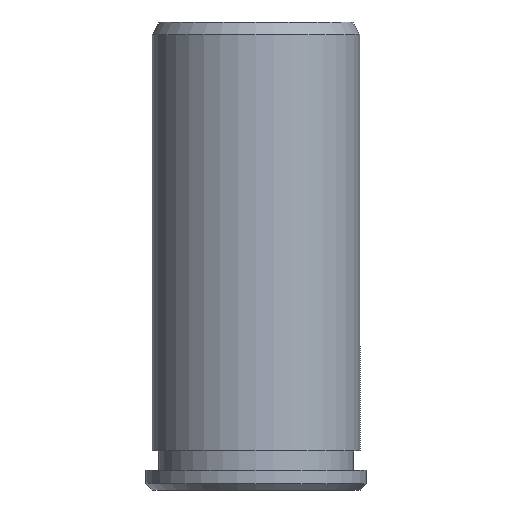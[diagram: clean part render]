
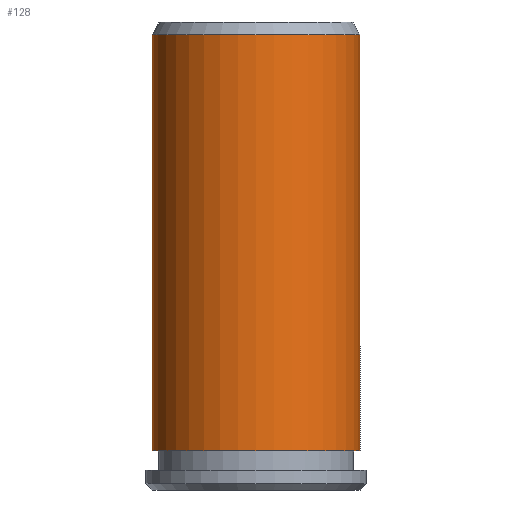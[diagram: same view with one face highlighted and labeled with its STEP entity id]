
A CAD part, left-side view. The second image highlights one B-rep face of the part: STEP entity #128.
In plain terms, the highlighted cylindrical face has radius 8 mm (diameter 16 mm), a partial arc.
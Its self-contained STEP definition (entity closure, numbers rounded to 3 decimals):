
#112=EDGE_CURVE('NONE',#130,#182,#282,.T.);
#118=VERTEX_POINT('NONE',#289);
#124=VERTEX_POINT('NONE',#295);
#128=ADVANCED_FACE('NONE',(#299),#300,.T.);
#130=VERTEX_POINT('NONE',#302);
#178=EDGE_CURVE('NONE',#130,#118,#355,.T.);
#182=VERTEX_POINT('NONE',#359);
#210=EDGE_CURVE('NONE',#118,#124,#393,.T.);
#230=EDGE_CURVE('NONE',#182,#124,#415,.T.);
#282=LINE('',#467,#468);
#289=CARTESIAN_POINT('',(0.,8.,35.0));
#295=CARTESIAN_POINT('',(0.,8.0,3.0));
#299=FACE_OUTER_BOUND('',#488,.T.);
#300=CYLINDRICAL_SURFACE('',#489,8.0);
#302=CARTESIAN_POINT('',(0.0,-8.,35.0));
#355=CIRCLE('',#564,8.);
#359=CARTESIAN_POINT('',(0.0,-8.0,3.0));
#393=LINE('',#608,#609);
#415=CIRCLE('',#639,8.0);
#467=CARTESIAN_POINT('',(0.0,-8.0,-1.136));
#468=VECTOR('',#691,1000.0);
#488=EDGE_LOOP('',(#705,#706,#707,#708));
#489=AXIS2_PLACEMENT_3D('',#709,#710,#711);
#564=AXIS2_PLACEMENT_3D('',#784,#785,#786);
#608=CARTESIAN_POINT('',(0.,8.0,-1.136));
#609=VECTOR('',#829,1000.0);
#639=AXIS2_PLACEMENT_3D('',#844,#845,#846);
#691=DIRECTION('',(0.0,0.0,-1.0));
#705=ORIENTED_EDGE('',*,*,#178,.T.);
#706=ORIENTED_EDGE('',*,*,#210,.T.);
#707=ORIENTED_EDGE('',*,*,#230,.F.);
#708=ORIENTED_EDGE('',*,*,#112,.F.);
#709=CARTESIAN_POINT('',(0.0,0.0,-1.136));
#710=DIRECTION('',(0.0,-0.0,-1.0));
#711=DIRECTION('',(0.0,-1.0,0.0));
#784=CARTESIAN_POINT('',(0.0,0.0,35.0));
#785=DIRECTION('',(0.0,0.0,-1.0));
#786=DIRECTION('',(0.0,-1.0,0.0));
#829=DIRECTION('',(0.0,0.0,-1.0));
#844=CARTESIAN_POINT('',(0.0,0.0,3.0));
#845=DIRECTION('',(0.0,0.0,-1.0));
#846=DIRECTION('',(0.0,-1.0,0.0));
